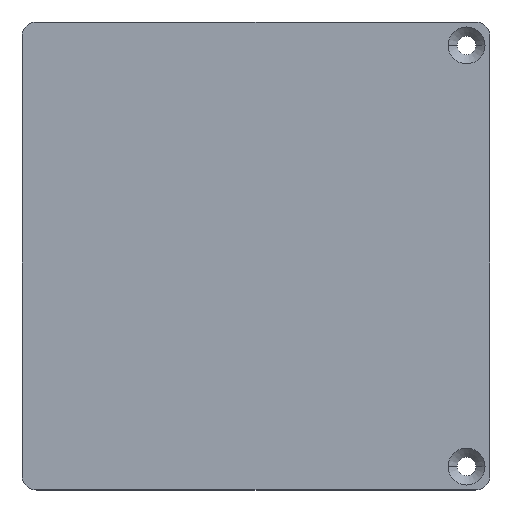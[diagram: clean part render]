
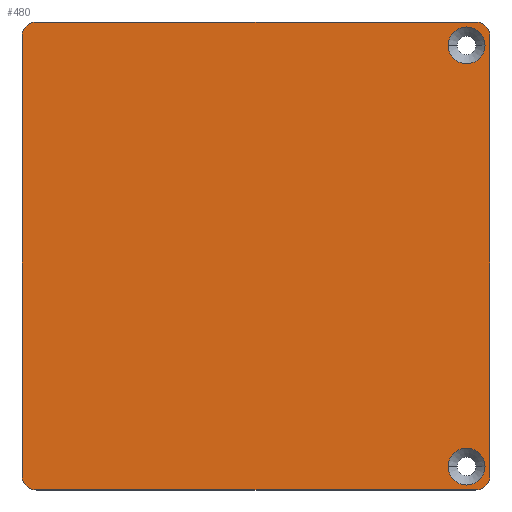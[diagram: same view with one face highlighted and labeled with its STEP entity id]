
A CAD part, top view. The second image highlights one B-rep face of the part: STEP entity #480.
In plain terms, the highlighted planar face has unit normal (0, 0, 1).
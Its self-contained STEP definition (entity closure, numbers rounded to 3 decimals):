
#7 = EDGE_CURVE ( 'NONE', #468, #171, #275, .T. ) ;
#8 = AXIS2_PLACEMENT_3D ( 'NONE', #224, #272, #271 ) ;
#9 = EDGE_CURVE ( 'NONE', #470, #466, #277, .T. ) ;
#18 = AXIS2_PLACEMENT_3D ( 'NONE', #100, #99, #94 ) ;
#20 = EDGE_CURVE ( 'NONE', #309, #310, #288, .T. ) ;
#22 = EDGE_CURVE ( 'NONE', #171, #468, #293, .T. ) ;
#23 = EDGE_CURVE ( 'NONE', #469, #454, #295, .T. ) ;
#24 = EDGE_CURVE ( 'NONE', #476, #469, #296, .T. ) ;
#31 = CARTESIAN_POINT ( 'NONE',  ( 40., -37.5, 2. ) ) ;
#32 = CARTESIAN_POINT ( 'NONE',  ( 32.85, -36., 2. ) ) ;
#33 = CARTESIAN_POINT ( 'NONE',  ( 37.5, 40., 2. ) ) ;
#34 = DIRECTION ( 'NONE',  ( 1., 0., 0. ) ) ;
#35 = CARTESIAN_POINT ( 'NONE',  ( 32.85, 36., 2. ) ) ;
#36 = CARTESIAN_POINT ( 'NONE',  ( 39.15, -36., 2. ) ) ;
#41 = CARTESIAN_POINT ( 'NONE',  ( -37.5, 40., 2. ) ) ;
#42 = CARTESIAN_POINT ( 'NONE',  ( -37.5, -40., 2. ) ) ;
#43 = DIRECTION ( 'NONE',  ( 0., 0., 1. ) ) ;
#44 = CARTESIAN_POINT ( 'NONE',  ( -40., -37.5, 2. ) ) ;
#47 = CARTESIAN_POINT ( 'NONE',  ( 39.15, 36., 2. ) ) ;
#48 = CARTESIAN_POINT ( 'NONE',  ( 37.5, -40., 2. ) ) ;
#49 = CARTESIAN_POINT ( 'NONE',  ( -40., 37.5, 2. ) ) ;
#59 = CARTESIAN_POINT ( 'NONE',  ( -37.5, 37.5, 2. ) ) ;
#61 = DIRECTION ( 'NONE',  ( 0., -1., 0. ) ) ;
#73 = AXIS2_PLACEMENT_3D ( 'NONE', #268, #267, #266 ) ;
#75 = CARTESIAN_POINT ( 'NONE',  ( -40., -40., 2. ) ) ;
#80 = DIRECTION ( 'NONE',  ( 1., 0., 0. ) ) ;
#85 = DIRECTION ( 'NONE',  ( 0., 0., 1. ) ) ;
#86 = AXIS2_PLACEMENT_3D ( 'NONE', #225, #231, #114 ) ;
#89 = CARTESIAN_POINT ( 'NONE',  ( 36., -36., 2. ) ) ;
#94 = DIRECTION ( 'NONE',  ( 1., 0., 0. ) ) ;
#95 = EDGE_CURVE ( 'NONE', #169, #471, #292, .T. ) ;
#97 = EDGE_CURVE ( 'NONE', #466, #470, #303, .T. ) ;
#99 = DIRECTION ( 'NONE',  ( 0., 0., 1. ) ) ;
#100 = CARTESIAN_POINT ( 'NONE',  ( 37.5, -37.5, 2. ) ) ;
#105 = EDGE_CURVE ( 'NONE', #454, #167, #305, .T. ) ;
#114 = DIRECTION ( 'NONE',  ( 1., 0., 0. ) ) ;
#116 = EDGE_CURVE ( 'NONE', #167, #309, #221, .T. ) ;
#139 = AXIS2_PLACEMENT_3D ( 'NONE', #434, #449, #413 ) ;
#146 = AXIS2_PLACEMENT_3D ( 'NONE', #59, #43, #34 ) ;
#147 = AXIS2_PLACEMENT_3D ( 'NONE', #89, #85, #80 ) ;
#148 = AXIS2_PLACEMENT_3D ( 'NONE', #249, #248, #247 ) ;
#149 = AXIS2_PLACEMENT_3D ( 'NONE', #244, #243, #242 ) ;
#156 = ORIENTED_EDGE ( 'NONE', *, *, #20, .T. ) ;
#158 = ORIENTED_EDGE ( 'NONE', *, *, #116, .T. ) ;
#159 = ORIENTED_EDGE ( 'NONE', *, *, #105, .T. ) ;
#160 = ORIENTED_EDGE ( 'NONE', *, *, #23, .T. ) ;
#161 = ORIENTED_EDGE ( 'NONE', *, *, #24, .T. ) ;
#162 = ORIENTED_EDGE ( 'NONE', *, *, #611, .T. ) ;
#163 = ORIENTED_EDGE ( 'NONE', *, *, #95, .T. ) ;
#164 = ORIENTED_EDGE ( 'NONE', *, *, #609, .T. ) ;
#165 = ORIENTED_EDGE ( 'NONE', *, *, #7, .F. ) ;
#166 = ORIENTED_EDGE ( 'NONE', *, *, #22, .F. ) ;
#167 = VERTEX_POINT ( 'NONE', #49 ) ;
#169 = VERTEX_POINT ( 'NONE', #48 ) ;
#171 = VERTEX_POINT ( 'NONE', #47 ) ;
#187 = EDGE_LOOP ( 'NONE', ( #164, #163, #162, #161, #160, #159, #158, #156 ) ) ;
#221 = LINE ( 'NONE', #75, #308 ) ;
#224 = CARTESIAN_POINT ( 'NONE',  ( 36., 36., 2. ) ) ;
#225 = CARTESIAN_POINT ( 'NONE',  ( 37.5, 37.5, 2. ) ) ;
#231 = DIRECTION ( 'NONE',  ( 0., 0., 1. ) ) ;
#242 = DIRECTION ( 'NONE',  ( 1., 0., 0. ) ) ;
#243 = DIRECTION ( 'NONE',  ( 0., 0., 1. ) ) ;
#244 = CARTESIAN_POINT ( 'NONE',  ( 36., 36., 2. ) ) ;
#247 = DIRECTION ( 'NONE',  ( 1., 0., 0. ) ) ;
#248 = DIRECTION ( 'NONE',  ( 0., 0., 1. ) ) ;
#249 = CARTESIAN_POINT ( 'NONE',  ( -37.5, -37.5, 2. ) ) ;
#251 = DIRECTION ( 'NONE',  ( -1., 0., 0. ) ) ;
#254 = CARTESIAN_POINT ( 'NONE',  ( 40., 40., 2. ) ) ;
#266 = DIRECTION ( 'NONE',  ( 1., 0., 0. ) ) ;
#267 = DIRECTION ( 'NONE',  ( 0., 0., 1. ) ) ;
#268 = CARTESIAN_POINT ( 'NONE',  ( 36., -36., 2. ) ) ;
#271 = DIRECTION ( 'NONE',  ( 1., 0., 0. ) ) ;
#272 = DIRECTION ( 'NONE',  ( 0., 0., 1. ) ) ;
#275 = CIRCLE ( 'NONE', #8, 3.15 ) ;
#277 = CIRCLE ( 'NONE', #73, 3.15 ) ;
#288 = CIRCLE ( 'NONE', #148, 2.5 ) ;
#292 = CIRCLE ( 'NONE', #18, 2.5 ) ;
#293 = CIRCLE ( 'NONE', #149, 3.15 ) ;
#295 = LINE ( 'NONE', #254, #297 ) ;
#296 = CIRCLE ( 'NONE', #86, 2.5 ) ;
#297 = VECTOR ( 'NONE', #251, 1000. ) ;
#303 = CIRCLE ( 'NONE', #147, 3.15 ) ;
#305 = CIRCLE ( 'NONE', #146, 2.5 ) ;
#308 = VECTOR ( 'NONE', #61, 1000. ) ;
#309 = VERTEX_POINT ( 'NONE', #44 ) ;
#310 = VERTEX_POINT ( 'NONE', #42 ) ;
#324 = LINE ( 'NONE', #405, #326 ) ;
#326 = VECTOR ( 'NONE', #404, 1000. ) ;
#327 = LINE ( 'NONE', #390, #330 ) ;
#330 = VECTOR ( 'NONE', #388, 1000. ) ;
#388 = DIRECTION ( 'NONE',  ( 0., 1., 0. ) ) ;
#390 = CARTESIAN_POINT ( 'NONE',  ( 40., -40., 2. ) ) ;
#404 = DIRECTION ( 'NONE',  ( 1., 0., 0. ) ) ;
#405 = CARTESIAN_POINT ( 'NONE',  ( 40., -40., 2. ) ) ;
#413 = DIRECTION ( 'NONE',  ( 1., 0., 0. ) ) ;
#423 = PLANE ( 'NONE',  #139 ) ;
#434 = CARTESIAN_POINT ( 'NONE',  ( -40., 40., 2. ) ) ;
#449 = DIRECTION ( 'NONE',  ( 0., 0., 1. ) ) ;
#452 = CARTESIAN_POINT ( 'NONE',  ( 40., 37.5, 2. ) ) ;
#454 = VERTEX_POINT ( 'NONE', #41 ) ;
#466 = VERTEX_POINT ( 'NONE', #36 ) ;
#468 = VERTEX_POINT ( 'NONE', #35 ) ;
#469 = VERTEX_POINT ( 'NONE', #33 ) ;
#470 = VERTEX_POINT ( 'NONE', #32 ) ;
#471 = VERTEX_POINT ( 'NONE', #31 ) ;
#476 = VERTEX_POINT ( 'NONE', #452 ) ;
#480 = ADVANCED_FACE ( 'NONE', ( #536, #547, #545 ), #423, .T. ) ;
#536 = FACE_BOUND ( 'NONE', #620, .T. ) ;
#545 = FACE_OUTER_BOUND ( 'NONE', #187, .T. ) ;
#547 = FACE_BOUND ( 'NONE', #618, .T. ) ;
#582 = ORIENTED_EDGE ( 'NONE', *, *, #9, .F. ) ;
#583 = ORIENTED_EDGE ( 'NONE', *, *, #97, .F. ) ;
#609 = EDGE_CURVE ( 'NONE', #310, #169, #324, .T. ) ;
#611 = EDGE_CURVE ( 'NONE', #471, #476, #327, .T. ) ;
#618 = EDGE_LOOP ( 'NONE', ( #166, #165 ) ) ;
#620 = EDGE_LOOP ( 'NONE', ( #583, #582 ) ) ;
